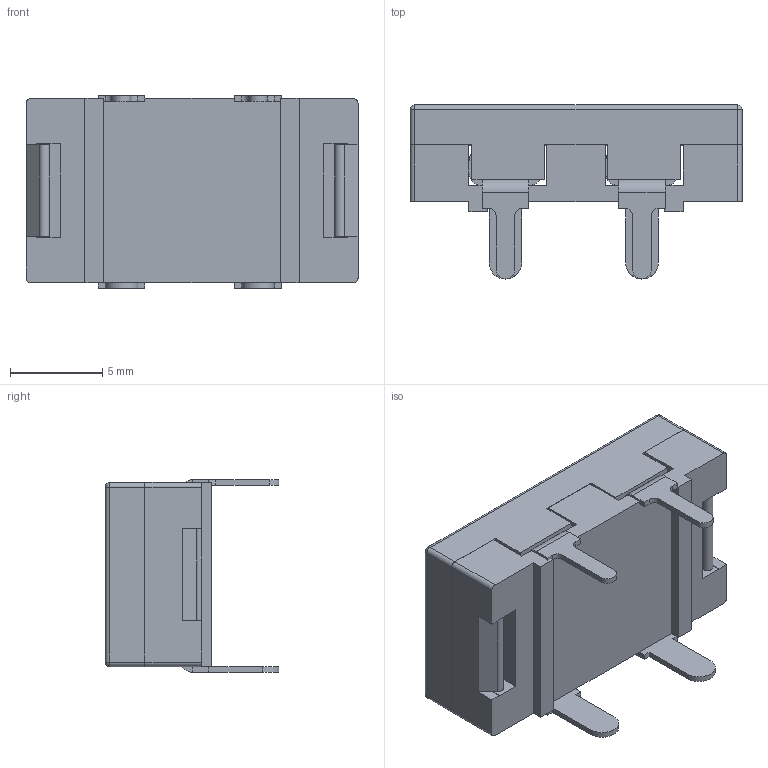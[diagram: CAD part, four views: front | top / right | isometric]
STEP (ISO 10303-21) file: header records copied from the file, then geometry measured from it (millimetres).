
FILE_DESCRIPTION (( 'STEP AP214' ), '1' );
FILE_NAME ('3549-2.STEP', '2013-03-27T20:29:26', ( 'Richard Maletta' ), ( '' ), 'SwSTEP 2.0', 'SolidWorks 2009', '' );
FILE_SCHEMA (( 'AUTOMOTIVE_DESIGN' ));
Length unit declared in the file: millimetre
Products named in the file (1): 3549-2
Bounding box: 18.03 x 9.44 x 10.46 mm (x, y, z)
Surface area: 1401 mm2 (no closed solid volume)
Topology: 0 solids, 4 shells, 158 faces, 467 edges, 304 vertices
Faces by surface type: plane 112, cylinder 42, sphere 4
Entity records: 6859 total; most frequent: CARTESIAN_POINT 926, DIRECTION 877, ORIENTED_EDGE 798, EDGE_CURVE 463, VECTOR 367, LINE 367, VERTEX_POINT 304, AXIS2_PLACEMENT_3D 255
